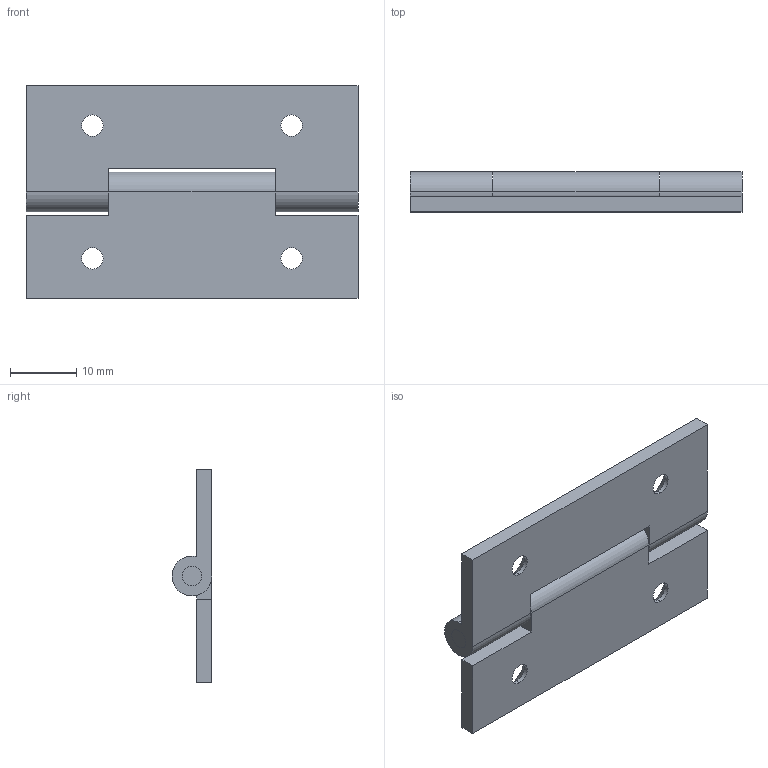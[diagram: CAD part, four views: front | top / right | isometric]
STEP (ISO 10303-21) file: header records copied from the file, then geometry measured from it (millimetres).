
FILE_DESCRIPTION (( 'STEP AP203' ), '1' );
FILE_NAME ('B-202-3.STEP', '2021-09-13T06:50:24', ( '' ), ( '' ), 'SwSTEP 2.0', 'SolidWorks 2018', '' );
FILE_SCHEMA (( 'CONFIG_CONTROL_DESIGN' ));
Length unit declared in the file: millimetre
Products named in the file (4): B-202-3_僸儞僕A丒B_僸儞僕B; B-202-3; B-202-3_軸; B-202-3_僸儞僕A丒B_僸儞僕A
Assembly tree (3 placements, depth 2):
  B-202-3
    B-202-3_僸儞僕A丒B_僸儞僕A
    B-202-3_僸儞僕A丒B_僸儞僕B
    B-202-3_軸
Bounding box: 50 x 6 x 32 mm (x, y, z)
Volume: 4290.6 mm3; surface area: 5008.1 mm2
Topology: 3 solids, 3 shells, 52 faces, 130 edges, 84 vertices
Faces by surface type: cylinder 25, plane 19, cone 8
Entity records: 2010 total; most frequent: DIRECTION 304, CARTESIAN_POINT 272, ORIENTED_EDGE 260, EDGE_CURVE 130, AXIS2_PLACEMENT_3D 116, VERTEX_POINT 84, VECTOR 72, LINE 72
